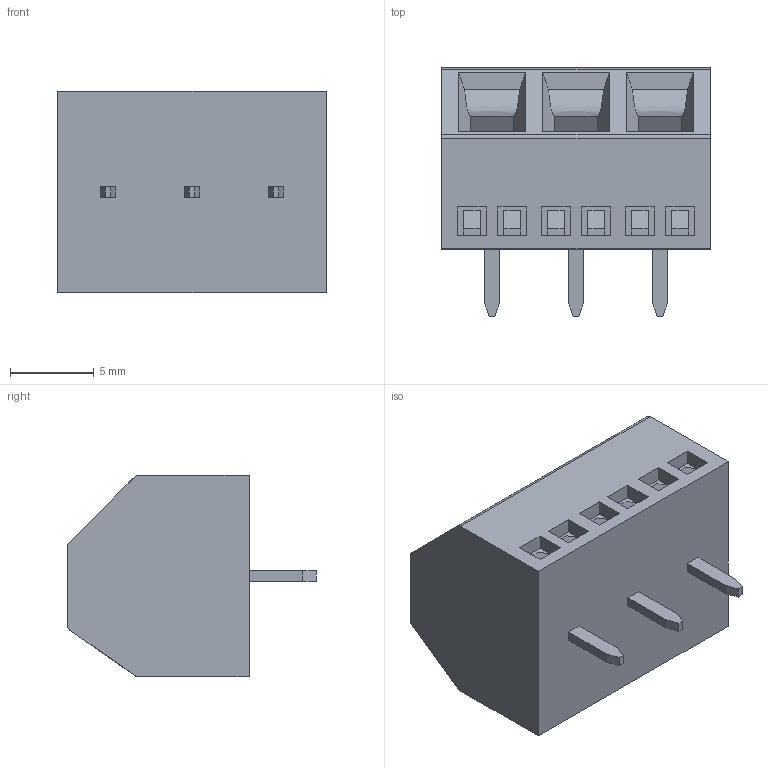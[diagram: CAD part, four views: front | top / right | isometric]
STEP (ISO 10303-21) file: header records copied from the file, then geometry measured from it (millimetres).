
FILE_DESCRIPTION (( 'STEP AP214' ), '1' );
FILE_NAME ('DG127S-5.0-03P-14-00AH.STEP', '2021-01-03T04:18:28', ( '' ), ( '' ), 'SwSTEP 2.0', 'SolidWorks 2020', '' );
FILE_SCHEMA (( 'AUTOMOTIVE_DESIGN' ));
Length unit declared in the file: millimetre
Products named in the file (1): DG127S-5.0-03P-14-00AH
Bounding box: 16 x 14.8 x 12 mm (x, y, z)
Volume: 1634.5 mm3; surface area: 1305.6 mm2
Topology: 1 solids, 1 shells, 490 faces, 1320 edges, 879 vertices
Faces by surface type: plane 291, bspline 161, cylinder 29, torus 9
Entity records: 26769 total; most frequent: CARTESIAN_POINT 11869, ORIENTED_EDGE 2640, DIRECTION 1710, EDGE_CURVE 1320, VECTOR 886, LINE 886, VERTEX_POINT 879, EDGE_LOOP 537
